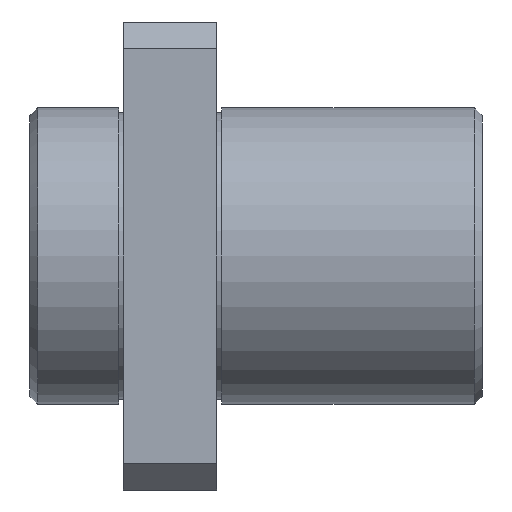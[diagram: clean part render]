
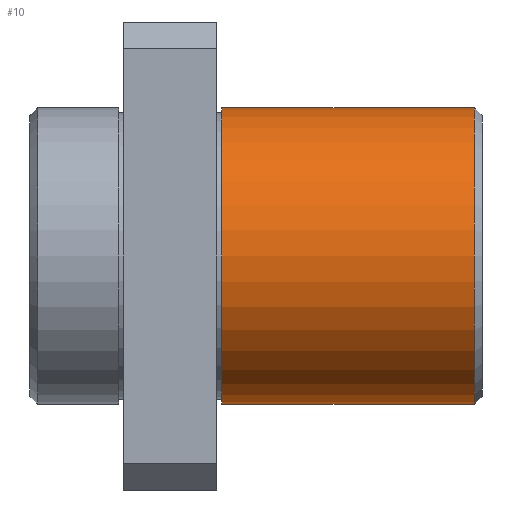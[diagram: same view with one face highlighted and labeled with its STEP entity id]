
A CAD part, front view. The second image highlights one B-rep face of the part: STEP entity #10.
In plain terms, the highlighted cylindrical face has radius 9.5 mm (diameter 19 mm), a partial arc.
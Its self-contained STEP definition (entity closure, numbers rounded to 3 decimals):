
#1 = DIRECTION ( 'NONE',  ( -1., 0., 0. ) ) ;
#10 = ADVANCED_FACE ( 'NONE', ( #910 ), #761, .T. ) ;
#70 = CARTESIAN_POINT ( 'NONE',  ( 6.3, 0., -9.5 ) ) ;
#100 = DIRECTION ( 'NONE',  ( 0., 0., -1. ) ) ;
#102 = DIRECTION ( 'NONE',  ( 1., 0., 0. ) ) ;
#111 = CARTESIAN_POINT ( 'NONE',  ( 22.5, 0., -9.5 ) ) ;
#114 = CARTESIAN_POINT ( 'NONE',  ( -6., 0., 0. ) ) ;
#135 = VERTEX_POINT ( 'NONE', #111 ) ;
#142 = VERTEX_POINT ( 'NONE', #70 ) ;
#153 = VERTEX_POINT ( 'NONE', #1029 ) ;
#162 = VERTEX_POINT ( 'NONE', #1017 ) ;
#280 = AXIS2_PLACEMENT_3D ( 'NONE', #1417, #1, #1144 ) ;
#327 = AXIS2_PLACEMENT_3D ( 'NONE', #1240, #1247, #1248 ) ;
#463 = EDGE_LOOP ( 'NONE', ( #723, #793, #702, #703 ) ) ;
#517 = AXIS2_PLACEMENT_3D ( 'NONE', #114, #102, #100 ) ;
#565 = CIRCLE ( 'NONE', #280, 9.5 ) ;
#582 = VECTOR ( 'NONE', #1430, 1000. ) ;
#583 = LINE ( 'NONE', #1406, #582 ) ;
#702 = ORIENTED_EDGE ( 'NONE', *, *, #1539, .T. ) ;
#703 = ORIENTED_EDGE ( 'NONE', *, *, #1549, .T. ) ;
#723 = ORIENTED_EDGE ( 'NONE', *, *, #1618, .F. ) ;
#761 = CYLINDRICAL_SURFACE ( 'NONE', #517, 9.5 ) ;
#793 = ORIENTED_EDGE ( 'NONE', *, *, #1590, .F. ) ;
#910 = FACE_OUTER_BOUND ( 'NONE', #463, .T. ) ;
#970 = CIRCLE ( 'NONE', #327, 9.5 ) ;
#976 = VECTOR ( 'NONE', #1322, 1000. ) ;
#978 = LINE ( 'NONE', #1321, #976 ) ;
#1017 = CARTESIAN_POINT ( 'NONE',  ( 22.5, 0., 9.5 ) ) ;
#1029 = CARTESIAN_POINT ( 'NONE',  ( 6.3, 0., 9.5 ) ) ;
#1144 = DIRECTION ( 'NONE',  ( 0., 0., -1. ) ) ;
#1240 = CARTESIAN_POINT ( 'NONE',  ( 6.3, 0., 0. ) ) ;
#1247 = DIRECTION ( 'NONE',  ( -1., 0., 0. ) ) ;
#1248 = DIRECTION ( 'NONE',  ( 0., 0., 1. ) ) ;
#1321 = CARTESIAN_POINT ( 'NONE',  ( -6., 0., 9.5 ) ) ;
#1322 = DIRECTION ( 'NONE',  ( 1., 0., 0. ) ) ;
#1406 = CARTESIAN_POINT ( 'NONE',  ( -6., 0., -9.5 ) ) ;
#1417 = CARTESIAN_POINT ( 'NONE',  ( 22.5, 0., 0. ) ) ;
#1430 = DIRECTION ( 'NONE',  ( 1., 0., 0. ) ) ;
#1539 = EDGE_CURVE ( 'NONE', #142, #135, #583, .T. ) ;
#1549 = EDGE_CURVE ( 'NONE', #135, #162, #565, .T. ) ;
#1590 = EDGE_CURVE ( 'NONE', #142, #153, #970, .T. ) ;
#1618 = EDGE_CURVE ( 'NONE', #153, #162, #978, .T. ) ;
